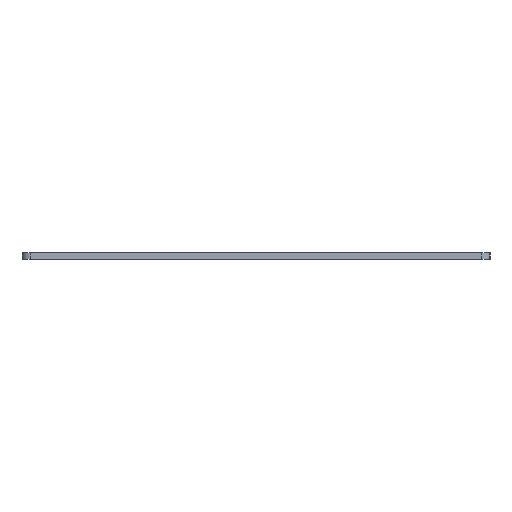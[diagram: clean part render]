
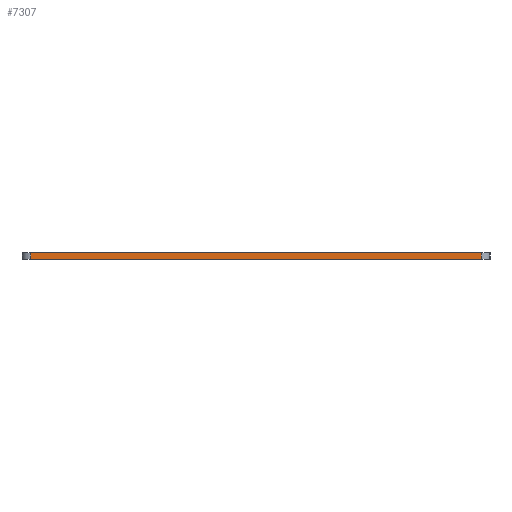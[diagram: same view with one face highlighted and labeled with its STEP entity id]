
A CAD part, left-side view. The second image highlights one B-rep face of the part: STEP entity #7307.
In plain terms, the highlighted planar face has unit normal (-1, 0, 0).
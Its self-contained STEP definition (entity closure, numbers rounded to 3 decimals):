
#146 = VERTEX_POINT('',#147);
#147 = CARTESIAN_POINT('',(88.999,-67.199,0.));
#154 = EDGE_CURVE('',#155,#146,#157,.T.);
#155 = VERTEX_POINT('',#156);
#156 = CARTESIAN_POINT('',(88.962,-170.899,0.));
#157 = LINE('',#158,#159);
#158 = CARTESIAN_POINT('',(88.962,-170.899,0.));
#159 = VECTOR('',#160,1.);
#160 = DIRECTION('',(0.,1.,0.));
#3713 = VERTEX_POINT('',#3714);
#3714 = CARTESIAN_POINT('',(88.999,-67.199,1.6));
#3721 = EDGE_CURVE('',#3722,#3713,#3724,.T.);
#3722 = VERTEX_POINT('',#3723);
#3723 = CARTESIAN_POINT('',(88.962,-170.899,1.6));
#3724 = LINE('',#3725,#3726);
#3725 = CARTESIAN_POINT('',(88.962,-170.899,1.6));
#3726 = VECTOR('',#3727,1.);
#3727 = DIRECTION('',(0.,1.,0.));
#7277 = EDGE_CURVE('',#146,#3713,#7278,.T.);
#7278 = LINE('',#7279,#7280);
#7279 = CARTESIAN_POINT('',(88.999,-67.199,0.));
#7280 = VECTOR('',#7281,1.);
#7281 = DIRECTION('',(0.,0.,1.));
#7307 = ADVANCED_FACE('',(#7308),#7319,.T.);
#7308 = FACE_BOUND('',#7309,.T.);
#7309 = EDGE_LOOP('',(#7310,#7316,#7317,#7318));
#7310 = ORIENTED_EDGE('',*,*,#7311,.T.);
#7311 = EDGE_CURVE('',#155,#3722,#7312,.T.);
#7312 = LINE('',#7313,#7314);
#7313 = CARTESIAN_POINT('',(88.962,-170.899,0.));
#7314 = VECTOR('',#7315,1.);
#7315 = DIRECTION('',(0.,0.,1.));
#7316 = ORIENTED_EDGE('',*,*,#3721,.T.);
#7317 = ORIENTED_EDGE('',*,*,#7277,.F.);
#7318 = ORIENTED_EDGE('',*,*,#154,.F.);
#7319 = PLANE('',#7320);
#7320 = AXIS2_PLACEMENT_3D('',#7321,#7322,#7323);
#7321 = CARTESIAN_POINT('',(88.962,-170.899,0.));
#7322 = DIRECTION('',(-1.,0.,0.));
#7323 = DIRECTION('',(0.,1.,0.));
